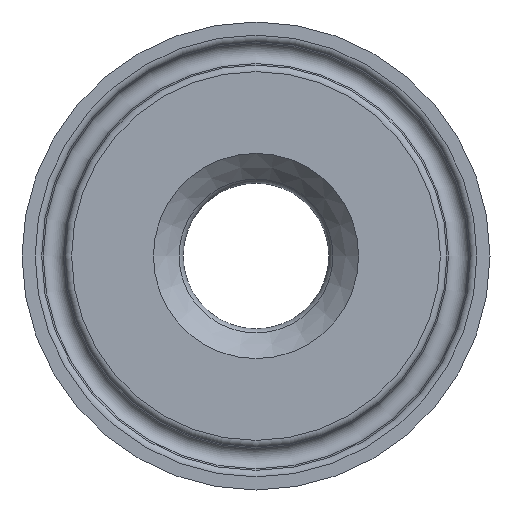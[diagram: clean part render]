
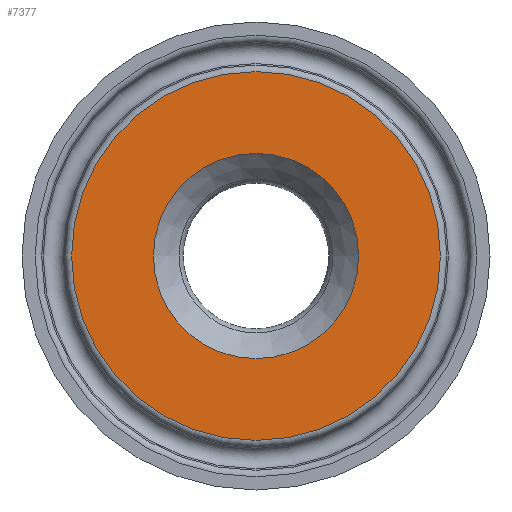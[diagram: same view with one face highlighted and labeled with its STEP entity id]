
A CAD part, left-side view. The second image highlights one B-rep face of the part: STEP entity #7377.
In plain terms, the highlighted planar face has unit normal (-1, 0, 0).
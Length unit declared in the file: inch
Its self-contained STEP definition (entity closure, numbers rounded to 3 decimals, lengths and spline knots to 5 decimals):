
#116=FACE_BOUND('',#1303,.T.);
#315=PLANE('',#7928);
#860=FACE_OUTER_BOUND('',#1302,.T.);
#1302=EDGE_LOOP('',(#6853,#6854));
#1303=EDGE_LOOP('',(#6855,#6856));
#1523=CIRCLE('',#7896,0.435);
#1524=CIRCLE('',#7897,0.435);
#1545=CIRCLE('',#7925,0.78172);
#1546=CIRCLE('',#7926,0.78172);
#3580=VERTEX_POINT('',#16001);
#3581=VERTEX_POINT('',#16003);
#3600=VERTEX_POINT('',#16052);
#3601=VERTEX_POINT('',#16054);
#4668=EDGE_CURVE('',#3581,#3580,#1523,.T.);
#4669=EDGE_CURVE('',#3580,#3581,#1524,.T.);
#4692=EDGE_CURVE('',#3600,#3601,#1545,.T.);
#4693=EDGE_CURVE('',#3601,#3600,#1546,.T.);
#6853=ORIENTED_EDGE('',*,*,#4693,.F.);
#6854=ORIENTED_EDGE('',*,*,#4692,.F.);
#6855=ORIENTED_EDGE('',*,*,#4668,.T.);
#6856=ORIENTED_EDGE('',*,*,#4669,.T.);
#7377=ADVANCED_FACE('',(#860,#116),#315,.T.);
#7896=AXIS2_PLACEMENT_3D('',#16004,#9433,#9434);
#7897=AXIS2_PLACEMENT_3D('',#16005,#9435,#9436);
#7925=AXIS2_PLACEMENT_3D('',#16055,#9493,#9494);
#7926=AXIS2_PLACEMENT_3D('',#16056,#9495,#9496);
#7928=AXIS2_PLACEMENT_3D('',#16058,#9499,#9500);
#9433=DIRECTION('center_axis',(1.,0.,0.));
#9434=DIRECTION('ref_axis',(0.,1.,0.));
#9435=DIRECTION('center_axis',(1.,0.,0.));
#9436=DIRECTION('ref_axis',(0.,1.,0.));
#9493=DIRECTION('center_axis',(1.,0.,0.));
#9494=DIRECTION('ref_axis',(0.,-1.,0.));
#9495=DIRECTION('center_axis',(1.,0.,0.));
#9496=DIRECTION('ref_axis',(0.,-1.,0.));
#9499=DIRECTION('center_axis',(-1.,0.,0.));
#9500=DIRECTION('ref_axis',(0.,0.,1.));
#16001=CARTESIAN_POINT('',(0.,-0.435,0.));
#16003=CARTESIAN_POINT('',(0.,0.435,0.));
#16004=CARTESIAN_POINT('Origin',(0.,0.,
0.));
#16005=CARTESIAN_POINT('Origin',(0.,0.,
0.));
#16052=CARTESIAN_POINT('',(0.,0.,0.78172));
#16054=CARTESIAN_POINT('',(0.,0.78172,0.));
#16055=CARTESIAN_POINT('Origin',(0.,0.,
0.));
#16056=CARTESIAN_POINT('Origin',(0.,0.,
0.));
#16058=CARTESIAN_POINT('Origin',(0.,0.61829,
0.));
